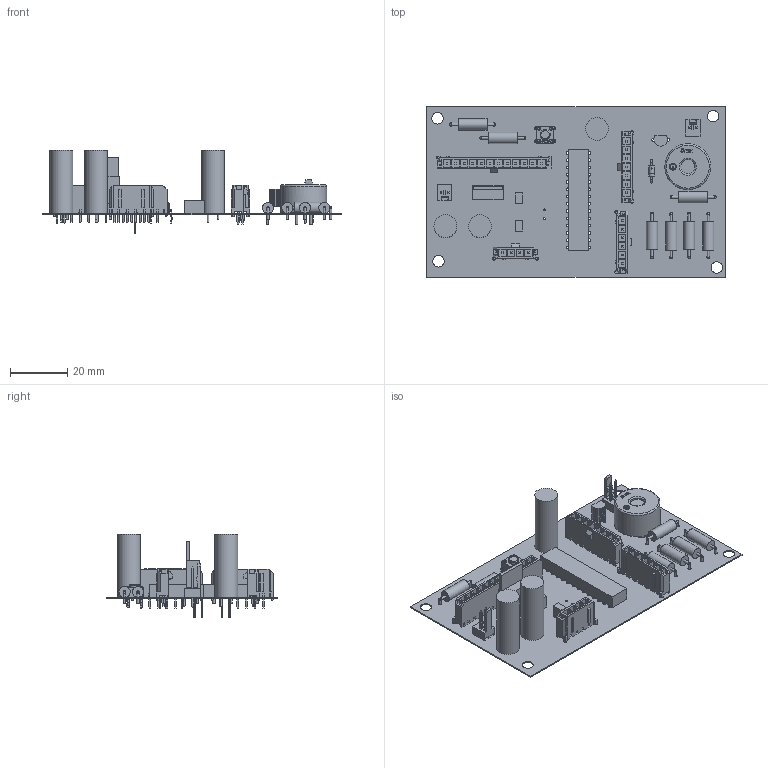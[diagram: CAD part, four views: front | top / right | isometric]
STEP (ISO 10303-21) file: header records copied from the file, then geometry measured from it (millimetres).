
FILE_DESCRIPTION(('Open CASCADE Model'),'2;1');
FILE_NAME('Open CASCADE Shape Model','2021-06-19T20:40:07',('Author'),( 'Open CASCADE'),'Open CASCADE STEP processor 6.8','Open CASCADE 6.8' ,'Unknown');
FILE_SCHEMA(('AUTOMOTIVE_DESIGN { 1 0 10303 214 1 1 1 1 }'));
Length unit declared in the file: millimetre
Products named in the file (99): PCB; Board; Open CASCADE STEP translator 6.8 1.1.1; P6; 66200411122; 6620xx11122_PIN; U2; 5917139056; Extruded; U1; 5917143376; 5917143056; SW1; Switch_TE_1825910-2_eec; Body; button; cover; leads; circle; TE_Connectivity; R9; 5917146656; Cylinder; 5917146416; Sphere; 5917146016; 5917145616; R8; R7; R6; R5; 5919244592; 5919245152; 5919245872; 5919246432; R4; R1; Q1; 5917134816; P5 ...
Assembly tree (165 placements, depth 4):
  PCB
    Board
      Open CASCADE STEP translator 6.8 1.1.1
    P6
      66200411122
        6620xx11122_PIN  x4
        66200411122
    U2
      5917139056
        Extruded
    U1
      5917143376
        Extruded
      5917143056
        Extruded
    SW1
      Switch_TE_1825910-2_eec
        Body
        button
        cover
        leads
        circle
        TE_Connectivity
    R9
      5917146656
        Cylinder
      5917146416  x2
        Sphere
      5917146016  x2
        Cylinder
      5917145616
        Cylinder
    R8
      5917145616
        Cylinder
      5917146016  x2
        Cylinder
      5917146416  x2
        Sphere
      5917146656
        Cylinder
    R7
      5917145616
        Cylinder
      5917146016  x2
        Cylinder
      5917146416  x2
        Sphere
      5917146656
        Cylinder
    R6
      5917145616
        Cylinder
      5917146016  x2
        Cylinder
      5917146416  x2
        Sphere
      5917146656
        Cylinder
    R5
Bounding box: 104.39 x 59.56 x 29 mm (x, y, z)
Volume: 13247 mm3; surface area: 26354.4 mm2
Topology: 146 solids, 146 shells, 2959 faces, 7548 edges, 4857 vertices
Faces by surface type: plane 2404, cylinder 317, bspline 136, torus 54, sphere 46, cone 2
Full cylindrical faces by diameter (mm): 0.362 x2, 0.4 x1, 0.445 x2, 0.497 x4, 0.6 x6, 0.7 x4, 0.8 x6, 0.83 x21, 0.9 x34, 0.95 x2, 0.99 x4, 1.02 x29, 1.05 x3, 1.1 x17, 1.15 x8, 1.19 x4, 1.27 x8, 1.91 x3, 2.163 x1, 3.51 x2, 3.9 x7, 4 x4, 5 x2, 8 x3, 16 x1
Entity records: 79035 total; most frequent: CARTESIAN_POINT 13865, ORIENTED_EDGE 11532, DIRECTION 10828, EDGE_CURVE 5766, LINE 4760, VECTOR 4760, VERTEX_POINT 3735, AXIS2_PLACEMENT_3D 3034
